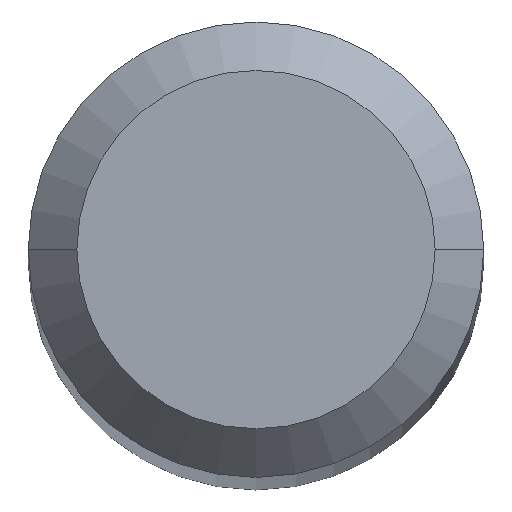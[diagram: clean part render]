
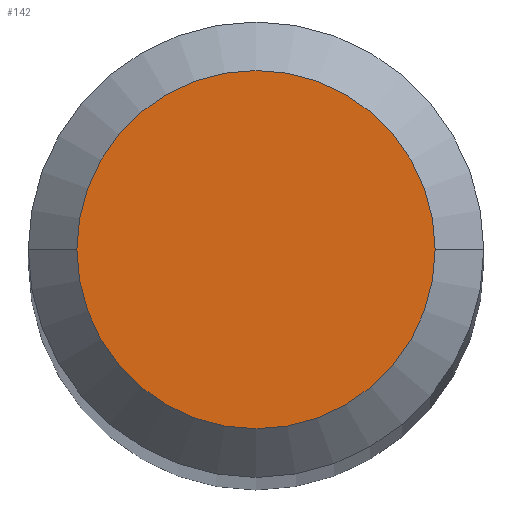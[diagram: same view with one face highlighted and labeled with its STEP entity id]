
A CAD part, top view. The second image highlights one B-rep face of the part: STEP entity #142.
In plain terms, the highlighted planar face has unit normal (0, 0, 1).
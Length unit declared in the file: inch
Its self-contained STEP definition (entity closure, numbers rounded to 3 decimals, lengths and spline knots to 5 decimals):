
#2 = EDGE_CURVE ( 'NONE', #243, #246, #114, .T. ) ;
#9 = CARTESIAN_POINT ( 'NONE',  ( 0., 0., 1.5 ) ) ;
#10 = ORIENTED_EDGE ( 'NONE', *, *, #144, .T. ) ;
#29 = CARTESIAN_POINT ( 'NONE',  ( 0., 0., 1.5 ) ) ;
#30 = PLANE ( 'NONE',  #249 ) ;
#31 = DIRECTION ( 'NONE',  ( 1., 0., 0. ) ) ;
#66 = DIRECTION ( 'NONE',  ( 0., 0., 1. ) ) ;
#70 = DIRECTION ( 'NONE',  ( 0., 0., 1. ) ) ;
#74 = AXIS2_PLACEMENT_3D ( 'NONE', #197, #66, #229 ) ;
#91 = CIRCLE ( 'NONE', #230, 0.07375 ) ;
#92 = CARTESIAN_POINT ( 'NONE',  ( 0.07375, 0., 1.5 ) ) ;
#108 = CARTESIAN_POINT ( 'NONE',  ( -0.07375, 0., 1.5 ) ) ;
#110 = ORIENTED_EDGE ( 'NONE', *, *, #2, .T. ) ;
#114 = CIRCLE ( 'NONE', #74, 0.07375 ) ;
#120 = EDGE_LOOP ( 'NONE', ( #110, #10 ) ) ;
#135 = DIRECTION ( 'NONE',  ( 0., 0., 1. ) ) ;
#142 = ADVANCED_FACE ( 'NONE', ( #184 ), #30, .T. ) ;
#144 = EDGE_CURVE ( 'NONE', #246, #243, #91, .T. ) ;
#184 = FACE_OUTER_BOUND ( 'NONE', #120, .T. ) ;
#191 = DIRECTION ( 'NONE',  ( 1., 0., 0. ) ) ;
#197 = CARTESIAN_POINT ( 'NONE',  ( 0., 0., 1.5 ) ) ;
#229 = DIRECTION ( 'NONE',  ( 1., 0., 0. ) ) ;
#230 = AXIS2_PLACEMENT_3D ( 'NONE', #9, #135, #31 ) ;
#243 = VERTEX_POINT ( 'NONE', #108 ) ;
#246 = VERTEX_POINT ( 'NONE', #92 ) ;
#249 = AXIS2_PLACEMENT_3D ( 'NONE', #29, #70, #191 ) ;
